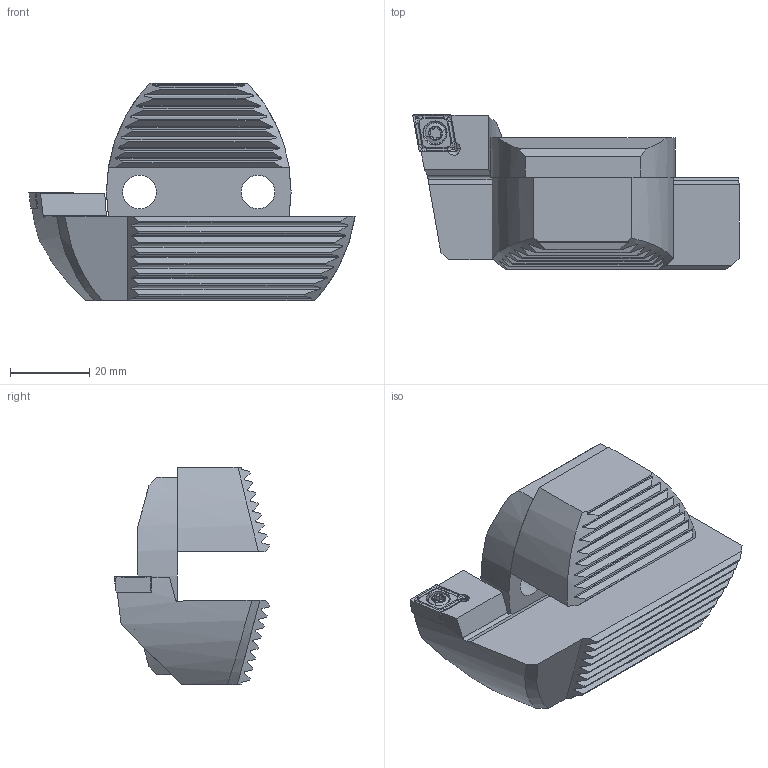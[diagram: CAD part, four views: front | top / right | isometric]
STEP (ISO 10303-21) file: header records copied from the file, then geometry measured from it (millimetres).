
FILE_DESCRIPTION (( 'STEP AP203' ), '1' );
FILE_NAME ('F00-WCB.086.000.STEP', '2017-11-14T13:44:42', ( 'SWIAdmin' ), ( 'Hewlett-Packard Company' ), 'SwSTEP 2.0', 'SolidWorks 2017', '' );
FILE_SCHEMA (( 'CONFIG_CONTROL_DESIGN' ));
Length unit declared in the file: millimetre
Products named in the file (7): CCMT09T304; WCB-ER2.001.009_A; F00-WCB.086.001; F00-WCB.086.002_A; F00-WCB.086.003_A; F00-WCB.086.000; F00-WCB.086.001_C
Assembly tree (6 placements, depth 3):
  F00-WCB.086.000
    F00-WCB.086.001
      F00-WCB.086.001_C
      CCMT09T304
      WCB-ER2.001.009_A
    F00-WCB.086.002_A
    F00-WCB.086.003_A
Bounding box: 82.57 x 39.4 x 55 mm (x, y, z)
Volume: 67401.2 mm3; surface area: 19323 mm2
Topology: 5 solids, 5 shells, 442 faces, 1139 edges, 738 vertices
Faces by surface type: plane 264, bspline 79, cylinder 59, cone 30, torus 8, sphere 2
Entity records: 18296 total; most frequent: CARTESIAN_POINT 7683, ORIENTED_EDGE 2254, DIRECTION 1650, EDGE_CURVE 1127, VERTEX_POINT 738, VECTOR 686, LINE 686, EDGE_LOOP 491
